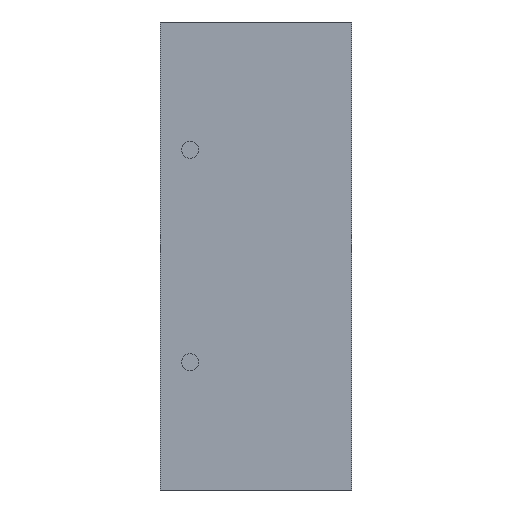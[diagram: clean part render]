
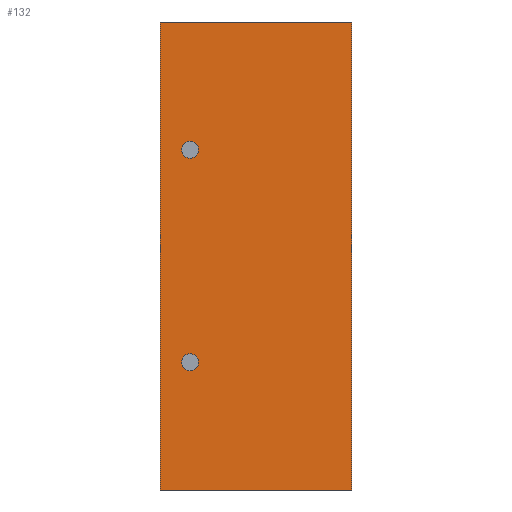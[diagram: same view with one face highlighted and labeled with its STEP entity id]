
A CAD part, front view. The second image highlights one B-rep face of the part: STEP entity #132.
In plain terms, the highlighted planar face has unit normal (0, -1, 0).
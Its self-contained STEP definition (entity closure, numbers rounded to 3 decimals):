
#15=FACE_BOUND('',#39,.T.);
#16=FACE_BOUND('',#40,.T.);
#20=PLANE('',#168);
#29=FACE_OUTER_BOUND('',#38,.T.);
#38=EDGE_LOOP('',(#109,#110,#111,#112));
#39=EDGE_LOOP('',(#113));
#40=EDGE_LOOP('',(#114));
#49=LINE('',#234,#60);
#50=LINE('',#237,#61);
#51=LINE('',#239,#62);
#52=LINE('',#240,#63);
#60=VECTOR('',#197,10.);
#61=VECTOR('',#200,10.);
#62=VECTOR('',#201,10.);
#63=VECTOR('',#202,10.);
#66=CIRCLE('',#160,2.);
#68=CIRCLE('',#164,2.);
#70=VERTEX_POINT('',#213);
#72=VERTEX_POINT('',#220);
#74=VERTEX_POINT('',#227);
#77=VERTEX_POINT('',#232);
#78=VERTEX_POINT('',#236);
#79=VERTEX_POINT('',#238);
#80=EDGE_CURVE('',#70,#70,#66,.T.);
#83=EDGE_CURVE('',#72,#72,#68,.T.);
#89=EDGE_CURVE('',#74,#77,#49,.T.);
#90=EDGE_CURVE('',#78,#74,#50,.T.);
#91=EDGE_CURVE('',#79,#77,#51,.T.);
#92=EDGE_CURVE('',#78,#79,#52,.T.);
#109=ORIENTED_EDGE('',*,*,#90,.T.);
#110=ORIENTED_EDGE('',*,*,#89,.T.);
#111=ORIENTED_EDGE('',*,*,#91,.F.);
#112=ORIENTED_EDGE('',*,*,#92,.F.);
#113=ORIENTED_EDGE('',*,*,#80,.T.);
#114=ORIENTED_EDGE('',*,*,#83,.T.);
#132=ADVANCED_FACE('',(#29,#15,#16),#20,.T.);
#160=AXIS2_PLACEMENT_3D('',#214,#176,#177);
#164=AXIS2_PLACEMENT_3D('',#221,#185,#186);
#168=AXIS2_PLACEMENT_3D('',#235,#198,#199);
#176=DIRECTION('center_axis',(0.,1.,0.));
#177=DIRECTION('ref_axis',(1.,0.,0.));
#185=DIRECTION('center_axis',(0.,1.,0.));
#186=DIRECTION('ref_axis',(1.,0.,0.));
#197=DIRECTION('',(0.,0.,1.));
#198=DIRECTION('center_axis',(0.,-1.,0.));
#199=DIRECTION('ref_axis',(1.,0.,0.));
#200=DIRECTION('',(1.,0.,0.));
#201=DIRECTION('',(1.,0.,0.));
#202=DIRECTION('',(0.,0.,1.));
#213=CARTESIAN_POINT('',(-40.,0.,80.));
#214=CARTESIAN_POINT('Origin',(-38.,0.,80.));
#220=CARTESIAN_POINT('',(-40.,0.,30.));
#221=CARTESIAN_POINT('Origin',(-38.,0.,30.));
#227=CARTESIAN_POINT('',(0.,0.,0.));
#232=CARTESIAN_POINT('',(0.,0.,110.));
#234=CARTESIAN_POINT('',(0.,0.,0.));
#235=CARTESIAN_POINT('Origin',(-45.,0.,0.));
#236=CARTESIAN_POINT('',(-45.,0.,0.));
#237=CARTESIAN_POINT('',(-45.,0.,0.));
#238=CARTESIAN_POINT('',(-45.,0.,110.));
#239=CARTESIAN_POINT('',(-45.,0.,110.));
#240=CARTESIAN_POINT('',(-45.,0.,0.));
